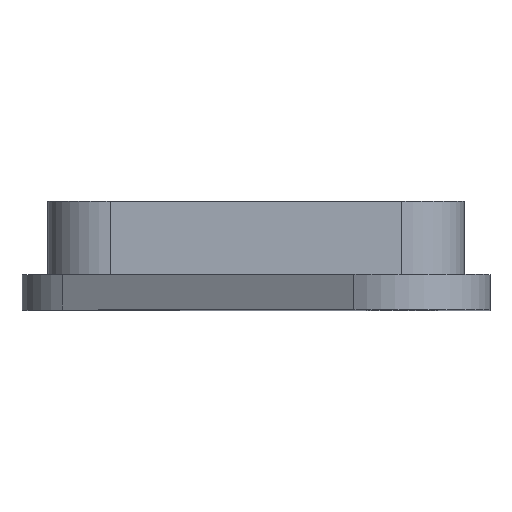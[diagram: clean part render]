
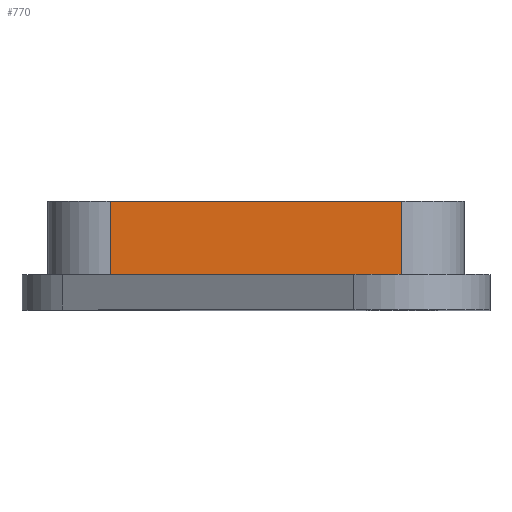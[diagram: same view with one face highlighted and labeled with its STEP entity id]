
A CAD part, top view. The second image highlights one B-rep face of the part: STEP entity #770.
In plain terms, the highlighted planar face has unit normal (0, 0, 1).
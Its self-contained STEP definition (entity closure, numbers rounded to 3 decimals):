
#115=FACE_OUTER_BOUND('',#157,.T.);
#157=EDGE_LOOP('',(#529,#530,#531,#532));
#212=LINE('',#1209,#271);
#213=LINE('',#1212,#272);
#214=LINE('',#1214,#273);
#215=LINE('',#1215,#274);
#271=VECTOR('',#947,10.);
#272=VECTOR('',#950,10.);
#273=VECTOR('',#951,10.);
#274=VECTOR('',#952,10.);
#330=VERTEX_POINT('',#1205);
#331=VERTEX_POINT('',#1207);
#332=VERTEX_POINT('',#1211);
#333=VERTEX_POINT('',#1213);
#410=EDGE_CURVE('',#330,#331,#212,.T.);
#411=EDGE_CURVE('',#330,#332,#213,.T.);
#412=EDGE_CURVE('',#333,#331,#214,.T.);
#413=EDGE_CURVE('',#332,#333,#215,.T.);
#529=ORIENTED_EDGE('',*,*,#411,.F.);
#530=ORIENTED_EDGE('',*,*,#410,.T.);
#531=ORIENTED_EDGE('',*,*,#412,.F.);
#532=ORIENTED_EDGE('',*,*,#413,.F.);
#756=PLANE('',#837);
#770=ADVANCED_FACE('',(#115),#756,.T.);
#837=AXIS2_PLACEMENT_3D('',#1210,#948,#949);
#947=DIRECTION('',(0.,1.,0.));
#948=DIRECTION('center_axis',(0.,0.,1.));
#949=DIRECTION('ref_axis',(1.,0.,0.));
#950=DIRECTION('',(-1.,0.,0.));
#951=DIRECTION('',(1.,0.,0.));
#952=DIRECTION('',(0.,1.,0.));
#1205=CARTESIAN_POINT('',(21.5,2.,8.536));
#1207=CARTESIAN_POINT('',(21.5,6.2,8.536));
#1209=CARTESIAN_POINT('',(21.5,2.,8.536));
#1210=CARTESIAN_POINT('Origin',(5.,2.,8.536));
#1211=CARTESIAN_POINT('',(5.,2.,8.536));
#1212=CARTESIAN_POINT('',(2.5,2.,8.536));
#1213=CARTESIAN_POINT('',(5.,6.2,8.536));
#1214=CARTESIAN_POINT('',(5.,6.2,8.536));
#1215=CARTESIAN_POINT('',(5.,2.,8.536));
